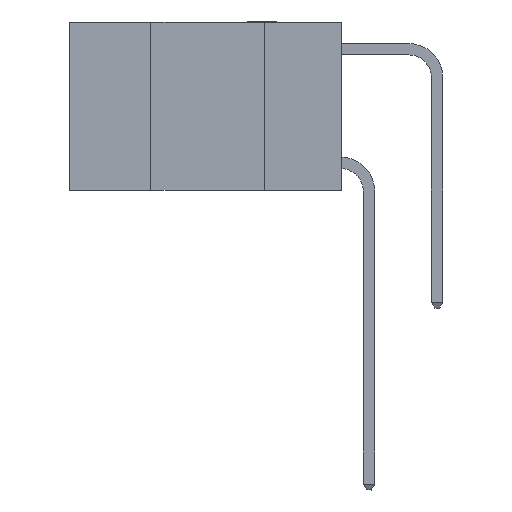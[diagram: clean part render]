
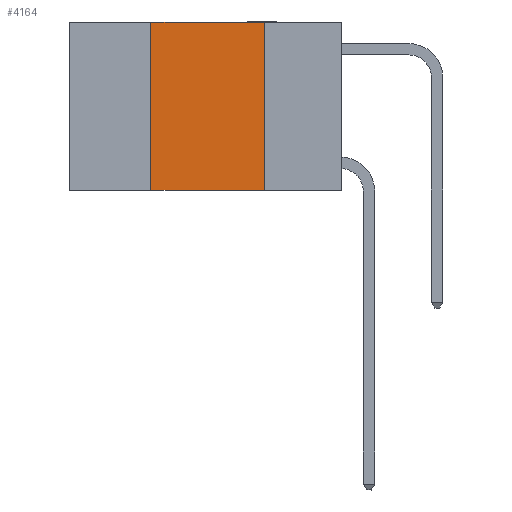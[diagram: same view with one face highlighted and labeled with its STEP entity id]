
A CAD part, left-side view. The second image highlights one B-rep face of the part: STEP entity #4164.
In plain terms, the highlighted planar face has unit normal (-1, 0, 0).
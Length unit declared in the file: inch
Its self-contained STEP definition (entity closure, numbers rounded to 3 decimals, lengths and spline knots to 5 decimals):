
#98 = CARTESIAN_POINT ( 'NONE',  ( 0., 0.42, -0.37 ) ) ;
#269 = CARTESIAN_POINT ( 'NONE',  ( 0., 0.6, -0.37 ) ) ;
#351 = DIRECTION ( 'NONE',  ( 0., -1., 0. ) ) ;
#743 = LINE ( 'NONE', #4799, #14714 ) ;
#2087 = DIRECTION ( 'NONE',  ( 1., 0., 0. ) ) ;
#2216 = CARTESIAN_POINT ( 'NONE',  ( 0., 0.17, 0. ) ) ;
#2754 = VECTOR ( 'NONE', #3558, 39.37008 ) ;
#2930 = VERTEX_POINT ( 'NONE', #10021 ) ;
#3346 = ORIENTED_EDGE ( 'NONE', *, *, #7566, .F. ) ;
#3348 = CARTESIAN_POINT ( 'NONE',  ( 0., 0.42, 0. ) ) ;
#3558 = DIRECTION ( 'NONE',  ( 0., 0., -1. ) ) ;
#3870 = EDGE_CURVE ( 'NONE', #9153, #2930, #14992, .T. ) ;
#3975 = VECTOR ( 'NONE', #11225, 39.37008 ) ;
#4164 = ADVANCED_FACE ( 'NONE', ( #7533 ), #11247, .F. ) ;
#4697 = VECTOR ( 'NONE', #351, 39.37008 ) ;
#4799 = CARTESIAN_POINT ( 'NONE',  ( 0., 0.6, 0. ) ) ;
#6332 = ORIENTED_EDGE ( 'NONE', *, *, #10123, .F. ) ;
#6480 = VERTEX_POINT ( 'NONE', #10526 ) ;
#7442 = LINE ( 'NONE', #3348, #3975 ) ;
#7533 = FACE_OUTER_BOUND ( 'NONE', #11905, .T. ) ;
#7566 = EDGE_CURVE ( 'NONE', #6480, #2930, #13163, .T. ) ;
#9153 = VERTEX_POINT ( 'NONE', #98 ) ;
#9274 = EDGE_CURVE ( 'NONE', #11138, #6480, #743, .T. ) ;
#10021 = CARTESIAN_POINT ( 'NONE',  ( 0., 0.17, -0.37 ) ) ;
#10123 = EDGE_CURVE ( 'NONE', #9153, #11138, #7442, .T. ) ;
#10526 = CARTESIAN_POINT ( 'NONE',  ( 0., 0.17, 0. ) ) ;
#11138 = VERTEX_POINT ( 'NONE', #15913 ) ;
#11225 = DIRECTION ( 'NONE',  ( 0., 0., 1. ) ) ;
#11247 = PLANE ( 'NONE',  #13733 ) ;
#11300 = DIRECTION ( 'NONE',  ( 0., 0., -1. ) ) ;
#11905 = EDGE_LOOP ( 'NONE', ( #3346, #14797, #6332, #13276 ) ) ;
#13163 = LINE ( 'NONE', #2216, #2754 ) ;
#13276 = ORIENTED_EDGE ( 'NONE', *, *, #3870, .T. ) ;
#13733 = AXIS2_PLACEMENT_3D ( 'NONE', #16339, #2087, #11300 ) ;
#13829 = DIRECTION ( 'NONE',  ( 0., -1., 0. ) ) ;
#14714 = VECTOR ( 'NONE', #13829, 39.37008 ) ;
#14797 = ORIENTED_EDGE ( 'NONE', *, *, #9274, .F. ) ;
#14992 = LINE ( 'NONE', #269, #4697 ) ;
#15913 = CARTESIAN_POINT ( 'NONE',  ( 0., 0.42, 0. ) ) ;
#16339 = CARTESIAN_POINT ( 'NONE',  ( 0., 0.6, 0. ) ) ;
